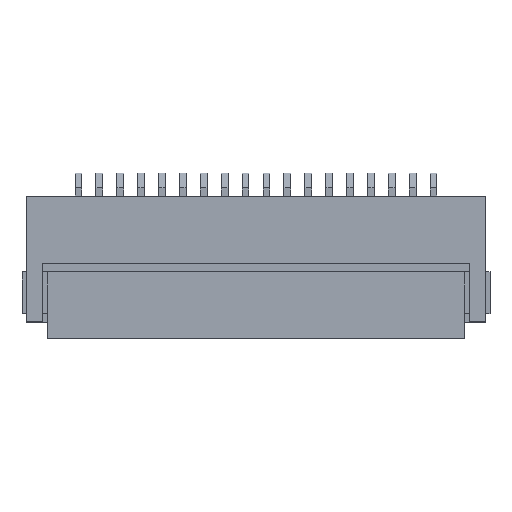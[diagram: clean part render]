
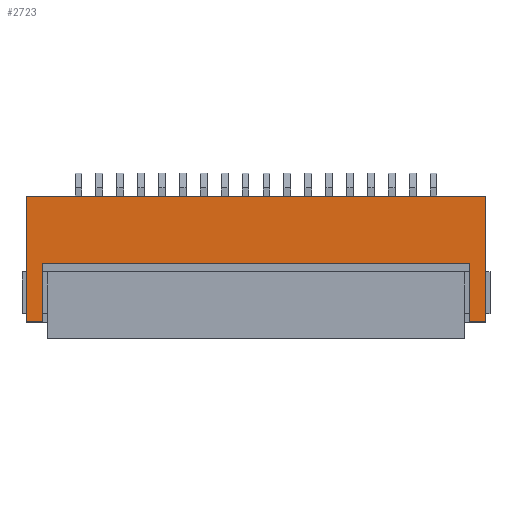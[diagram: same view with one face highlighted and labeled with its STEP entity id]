
A CAD part, top view. The second image highlights one B-rep face of the part: STEP entity #2723.
In plain terms, the highlighted planar face has unit normal (0, 0, 1).
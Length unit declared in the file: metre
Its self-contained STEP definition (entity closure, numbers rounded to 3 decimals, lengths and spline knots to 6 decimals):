
#688=ORIENTED_EDGE('',*,*,#1131,.F.);
#689=ORIENTED_EDGE('',*,*,#1132,.T.);
#690=ORIENTED_EDGE('',*,*,#1133,.T.);
#691=ORIENTED_EDGE('',*,*,#1121,.F.);
#692=ORIENTED_EDGE('',*,*,#1125,.T.);
#693=ORIENTED_EDGE('',*,*,#1128,.T.);
#694=ORIENTED_EDGE('',*,*,#1130,.F.);
#695=ORIENTED_EDGE('',*,*,#1117,.F.);
#1117=EDGE_CURVE('',#1394,#1395,#1757,.T.);
#1121=EDGE_CURVE('',#1398,#1399,#1761,.T.);
#1125=EDGE_CURVE('',#1398,#1401,#1765,.T.);
#1128=EDGE_CURVE('',#1401,#1403,#1768,.T.);
#1130=EDGE_CURVE('',#1395,#1403,#1770,.T.);
#1131=EDGE_CURVE('',#1404,#1394,#1771,.T.);
#1132=EDGE_CURVE('',#1404,#1405,#1772,.T.);
#1133=EDGE_CURVE('',#1405,#1399,#1773,.T.);
#1394=VERTEX_POINT('',#4249);
#1395=VERTEX_POINT('',#4251);
#1398=VERTEX_POINT('',#4257);
#1399=VERTEX_POINT('',#4259);
#1401=VERTEX_POINT('',#4265);
#1403=VERTEX_POINT('',#4271);
#1404=VERTEX_POINT('',#4278);
#1405=VERTEX_POINT('',#4280);
#1757=LINE('',#4250,#2141);
#1761=LINE('',#4258,#2145);
#1765=LINE('',#4266,#2149);
#1768=LINE('',#4272,#2152);
#1770=LINE('',#4275,#2154);
#1771=LINE('',#4277,#2155);
#1772=LINE('',#4279,#2156);
#1773=LINE('',#4281,#2157);
#2141=VECTOR('',#3481,1.);
#2145=VECTOR('',#3485,1.);
#2149=VECTOR('',#3491,1.);
#2152=VECTOR('',#3496,1.);
#2154=VECTOR('',#3500,1.);
#2155=VECTOR('',#3503,1.);
#2156=VECTOR('',#3504,1.);
#2157=VECTOR('',#3505,1.);
#2315=EDGE_LOOP('',(#688,#689,#690,#691,#692,#693,#694,#695));
#2451=FACE_BOUND('',#2315,.T.);
#2587=PLANE('',#2909);
#2723=ADVANCED_FACE('',(#2451),#2587,.T.);
#2909=AXIS2_PLACEMENT_3D('',#4276,#3501,#3502);
#3481=DIRECTION('',(-1.,0.,0.));
#3485=DIRECTION('',(-1.,0.,0.));
#3491=DIRECTION('',(0.,1.,0.));
#3496=DIRECTION('',(-1.,0.,0.));
#3500=DIRECTION('',(0.,1.,0.));
#3501=DIRECTION('',(0.,0.,1.));
#3502=DIRECTION('',(1.,0.,0.));
#3503=DIRECTION('',(0.,-1.,0.));
#3504=DIRECTION('',(1.,0.,0.));
#3505=DIRECTION('',(0.,-1.,0.));
#4249=CARTESIAN_POINT('',(-0.0051,-0.0015,0.001));
#4250=CARTESIAN_POINT('',(0.,-0.0015,0.001));
#4251=CARTESIAN_POINT('',(-0.0055,-0.0015,0.001));
#4257=CARTESIAN_POINT('',(0.0055,-0.0015,0.001));
#4258=CARTESIAN_POINT('',(0.,-0.0015,0.001));
#4259=CARTESIAN_POINT('',(0.0051,-0.0015,0.001));
#4265=CARTESIAN_POINT('',(0.0055,0.0015,0.001));
#4266=CARTESIAN_POINT('',(0.0055,0.,0.001));
#4271=CARTESIAN_POINT('',(-0.0055,0.0015,0.001));
#4272=CARTESIAN_POINT('',(0.,0.0015,0.001));
#4275=CARTESIAN_POINT('',(-0.0055,0.,0.001));
#4276=CARTESIAN_POINT('',(0.,0.,0.001));
#4277=CARTESIAN_POINT('',(-0.0051,-0.0008,0.001));
#4278=CARTESIAN_POINT('',(-0.0051,-0.0001,0.001));
#4279=CARTESIAN_POINT('',(0.,-0.0001,0.001));
#4280=CARTESIAN_POINT('',(0.0051,-0.0001,0.001));
#4281=CARTESIAN_POINT('',(0.0051,-0.0008,0.001));
